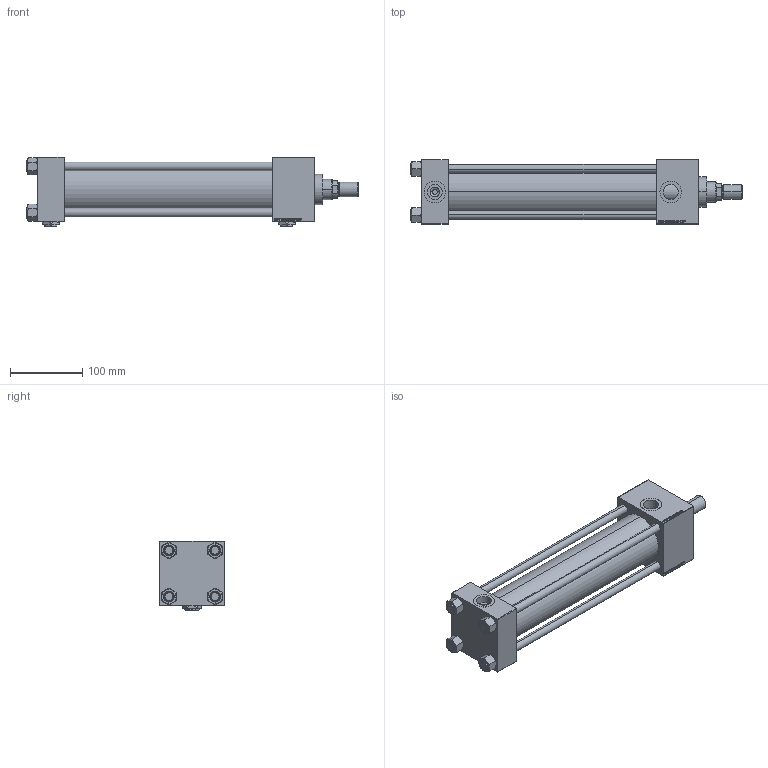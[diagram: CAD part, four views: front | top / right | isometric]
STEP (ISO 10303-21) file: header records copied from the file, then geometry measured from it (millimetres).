
FILE_DESCRIPTION (( 'STEP AP203' ), '1' );
FILE_NAME ('b270.STEP', '2022-04-16T03:14:42', ( '' ), ( '' ), 'SwSTEP 2.0', 'SolidWorks 2019', '' );
FILE_SCHEMA (( 'CONFIG_CONTROL_DESIGN' ));
Length unit declared in the file: millimetre
Products named in the file (8): ROD_END_AH b03d10f610dff5c7c0854f385f823965; NUT_M5_C b03d10f610dff5c7c0854f385f823965; V215CR_C_TYCINKA b03d10f610dff5c7c0854f385f823965; V215CR_C_Body b03d10f610dff5c7c0854f385f823965; b270; V215_VC_A b03d10f610dff5c7c0854f385f823965; V215CR_VCP_C b03d10f610dff5c7c0854f385f823965; Zatka_pro_OIL_PORT b03d10f610dff5c7c0854f385f823965
Assembly tree (14 placements, depth 2):
  b270
    V215CR_C_Body b03d10f610dff5c7c0854f385f823965
    V215CR_VCP_C b03d10f610dff5c7c0854f385f823965
    NUT_M5_C b03d10f610dff5c7c0854f385f823965  x4
    V215CR_C_TYCINKA b03d10f610dff5c7c0854f385f823965  x4
    V215_VC_A b03d10f610dff5c7c0854f385f823965
    ROD_END_AH b03d10f610dff5c7c0854f385f823965
    Zatka_pro_OIL_PORT b03d10f610dff5c7c0854f385f823965  x2
Bounding box: 461 x 90 x 97 mm (x, y, z)
Volume: 1337828.1 mm3; surface area: 336721.1 mm2
Topology: 14 solids, 14 shells, 1270 faces, 3148 edges, 2031 vertices
Faces by surface type: plane 580, bspline 392, cone 182, cylinder 106, torus 10
Entity records: 52925 total; most frequent: CARTESIAN_POINT 27854, ORIENTED_EDGE 5596, DIRECTION 3660, EDGE_CURVE 2798, VERTEX_POINT 1829, LINE 1652, VECTOR 1652, EDGE_LOOP 1247
